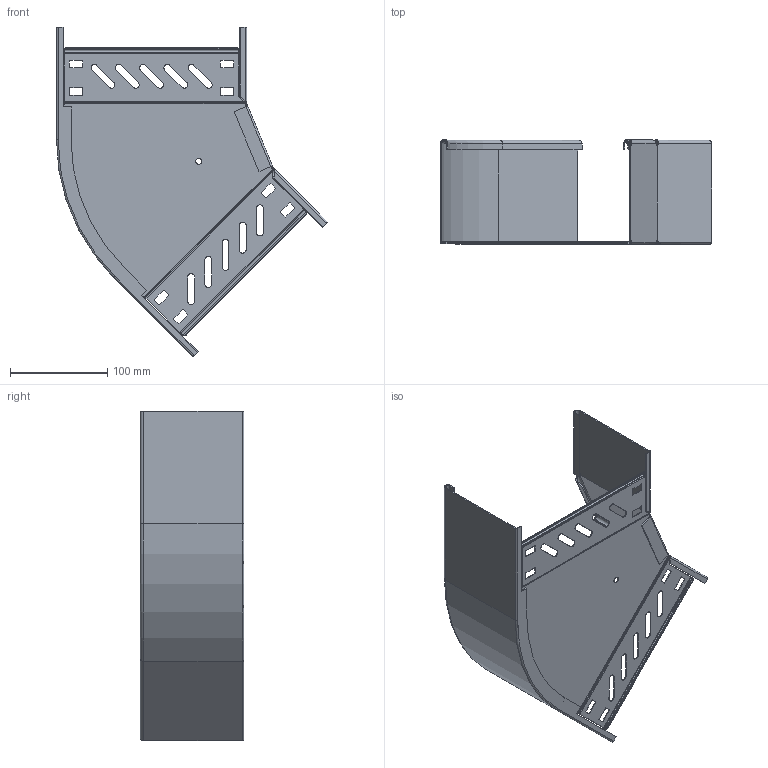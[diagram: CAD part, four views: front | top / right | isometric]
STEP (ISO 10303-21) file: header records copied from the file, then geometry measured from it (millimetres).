
FILE_DESCRIPTION (( 'STEP AP214' ), '1' );
FILE_NAME ('6036302.STEP', '2024-10-16T12:03:56', ( '' ), ( '' ), 'SwSTEP 2.0', 'SolidWorks 2022', '' );
FILE_SCHEMA (( 'AUTOMOTIVE_DESIGN' ));
Length unit declared in the file: millimetre
Products named in the file (4): 167655_110x45°; 181554_200; 175033_200; 6036302
Assembly tree (3 placements, depth 2):
  6036302
    175033_200
    181554_200
    167655_110x45°
Bounding box: 279.06 x 107 x 339.11 mm (x, y, z)
Volume: 134730.9 mm3; surface area: 258483.8 mm2
Topology: 3 solids, 3 shells, 311 faces, 811 edges, 506 vertices
Faces by surface type: plane 174, cylinder 127, bspline 6, torus 4
Entity records: 10053 total; most frequent: CARTESIAN_POINT 2040, ORIENTED_EDGE 1622, DIRECTION 1621, EDGE_CURVE 811, AXIS2_PLACEMENT_3D 545, LINE 531, VECTOR 531, VERTEX_POINT 506
